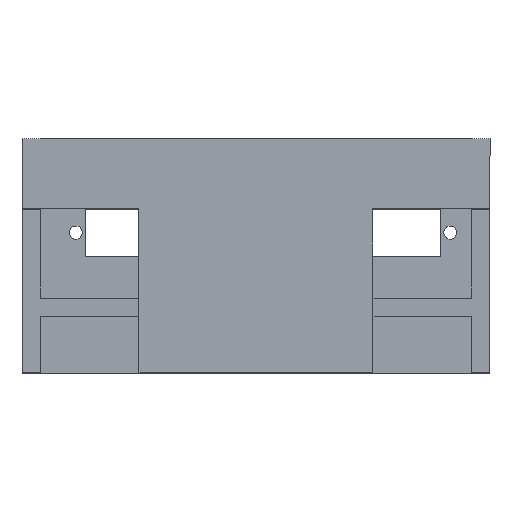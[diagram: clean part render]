
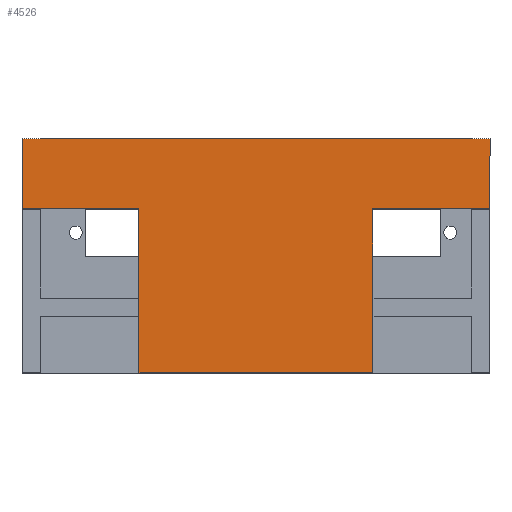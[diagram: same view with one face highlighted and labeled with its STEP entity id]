
A CAD part, top view. The second image highlights one B-rep face of the part: STEP entity #4526.
In plain terms, the highlighted planar face has unit normal (0, 0, 1).
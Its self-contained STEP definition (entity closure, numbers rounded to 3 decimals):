
#79 = ORIENTED_EDGE ( 'NONE', *, *, #2584, .F. ) ;
#176 = AXIS2_PLACEMENT_3D ( 'NONE', #485, #6677, #3870 ) ;
#193 = CARTESIAN_POINT ( 'NONE',  ( 50., 35., 30. ) ) ;
#485 = CARTESIAN_POINT ( 'NONE',  ( -50., 50., 30. ) ) ;
#584 = DIRECTION ( 'NONE',  ( 1., 0., 0. ) ) ;
#587 = FACE_OUTER_BOUND ( 'NONE', #620, .T. ) ;
#620 = EDGE_LOOP ( 'NONE', ( #827, #871, #79, #3989, #2878, #2193, #864, #4682 ) ) ;
#827 = ORIENTED_EDGE ( 'NONE', *, *, #1464, .T. ) ;
#864 = ORIENTED_EDGE ( 'NONE', *, *, #2277, .F. ) ;
#871 = ORIENTED_EDGE ( 'NONE', *, *, #1574, .F. ) ;
#1338 = LINE ( 'NONE', #5057, #4226 ) ;
#1417 = VECTOR ( 'NONE', #3702, 1000. ) ;
#1451 = VERTEX_POINT ( 'NONE', #6084 ) ;
#1464 = EDGE_CURVE ( 'NONE', #4232, #2257, #6683, .T. ) ;
#1479 = LINE ( 'NONE', #1978, #5685 ) ;
#1499 = CARTESIAN_POINT ( 'NONE',  ( -25., 0., 30. ) ) ;
#1522 = EDGE_CURVE ( 'NONE', #1596, #5255, #6180, .T. ) ;
#1546 = CARTESIAN_POINT ( 'NONE',  ( -25., 35., 30. ) ) ;
#1574 = EDGE_CURVE ( 'NONE', #4499, #2257, #5133, .T. ) ;
#1596 = VERTEX_POINT ( 'NONE', #6402 ) ;
#1665 = PLANE ( 'NONE',  #176 ) ;
#1718 = CARTESIAN_POINT ( 'NONE',  ( 50., 50., 30. ) ) ;
#1875 = VERTEX_POINT ( 'NONE', #2942 ) ;
#1978 = CARTESIAN_POINT ( 'NONE',  ( 50., 50., 30. ) ) ;
#2032 = LINE ( 'NONE', #1499, #1417 ) ;
#2193 = ORIENTED_EDGE ( 'NONE', *, *, #3978, .F. ) ;
#2217 = VECTOR ( 'NONE', #584, 1000. ) ;
#2222 = LINE ( 'NONE', #1546, #2711 ) ;
#2257 = VERTEX_POINT ( 'NONE', #6448 ) ;
#2277 = EDGE_CURVE ( 'NONE', #2492, #1451, #2032, .T. ) ;
#2351 = EDGE_CURVE ( 'NONE', #2492, #4232, #4920, .T. ) ;
#2396 = DIRECTION ( 'NONE',  ( -1., 0., 0. ) ) ;
#2492 = VERTEX_POINT ( 'NONE', #5887 ) ;
#2584 = EDGE_CURVE ( 'NONE', #5255, #4499, #1479, .T. ) ;
#2631 = DIRECTION ( 'NONE',  ( -1., 0., 0. ) ) ;
#2711 = VECTOR ( 'NONE', #2631, 1000. ) ;
#2878 = ORIENTED_EDGE ( 'NONE', *, *, #4699, .T. ) ;
#2942 = CARTESIAN_POINT ( 'NONE',  ( -50., 35., 30. ) ) ;
#3154 = CARTESIAN_POINT ( 'NONE',  ( 25., 0., 30. ) ) ;
#3394 = VECTOR ( 'NONE', #2396, 1000. ) ;
#3466 = DIRECTION ( 'NONE',  ( 0., -1., 0. ) ) ;
#3515 = VECTOR ( 'NONE', #5029, 1000. ) ;
#3702 = DIRECTION ( 'NONE',  ( 0., 1., 0. ) ) ;
#3870 = DIRECTION ( 'NONE',  ( -1., 0., 0. ) ) ;
#3978 = EDGE_CURVE ( 'NONE', #1451, #1875, #2222, .T. ) ;
#3989 = ORIENTED_EDGE ( 'NONE', *, *, #1522, .F. ) ;
#4226 = VECTOR ( 'NONE', #3466, 1000. ) ;
#4232 = VERTEX_POINT ( 'NONE', #3154 ) ;
#4499 = VERTEX_POINT ( 'NONE', #6236 ) ;
#4526 = ADVANCED_FACE ( 'NONE', ( #587 ), #1665, .F. ) ;
#4682 = ORIENTED_EDGE ( 'NONE', *, *, #2351, .T. ) ;
#4699 = EDGE_CURVE ( 'NONE', #1596, #1875, #1338, .T. ) ;
#4920 = LINE ( 'NONE', #5500, #2217 ) ;
#5029 = DIRECTION ( 'NONE',  ( 0., 1., 0. ) ) ;
#5057 = CARTESIAN_POINT ( 'NONE',  ( -50., 50., 30. ) ) ;
#5133 = LINE ( 'NONE', #193, #3394 ) ;
#5255 = VERTEX_POINT ( 'NONE', #1718 ) ;
#5500 = CARTESIAN_POINT ( 'NONE',  ( -50., 0., 30. ) ) ;
#5610 = CARTESIAN_POINT ( 'NONE',  ( 25., 0., 30. ) ) ;
#5643 = CARTESIAN_POINT ( 'NONE',  ( -50., 50., 30. ) ) ;
#5685 = VECTOR ( 'NONE', #6383, 1000. ) ;
#5887 = CARTESIAN_POINT ( 'NONE',  ( -25., 0., 30. ) ) ;
#6084 = CARTESIAN_POINT ( 'NONE',  ( -25., 35., 30. ) ) ;
#6180 = LINE ( 'NONE', #5643, #6857 ) ;
#6236 = CARTESIAN_POINT ( 'NONE',  ( 50., 35., 30. ) ) ;
#6383 = DIRECTION ( 'NONE',  ( 0., -1., 0. ) ) ;
#6402 = CARTESIAN_POINT ( 'NONE',  ( -50., 50., 30. ) ) ;
#6448 = CARTESIAN_POINT ( 'NONE',  ( 25., 35., 30. ) ) ;
#6677 = DIRECTION ( 'NONE',  ( 0., 0., -1. ) ) ;
#6683 = LINE ( 'NONE', #5610, #3515 ) ;
#6753 = DIRECTION ( 'NONE',  ( 1., 0., 0. ) ) ;
#6857 = VECTOR ( 'NONE', #6753, 1000. ) ;
